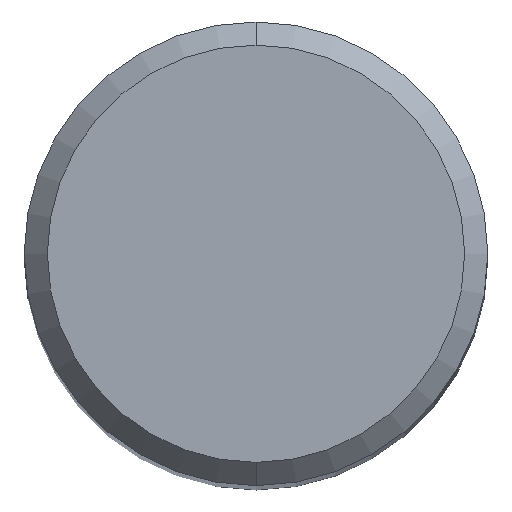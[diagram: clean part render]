
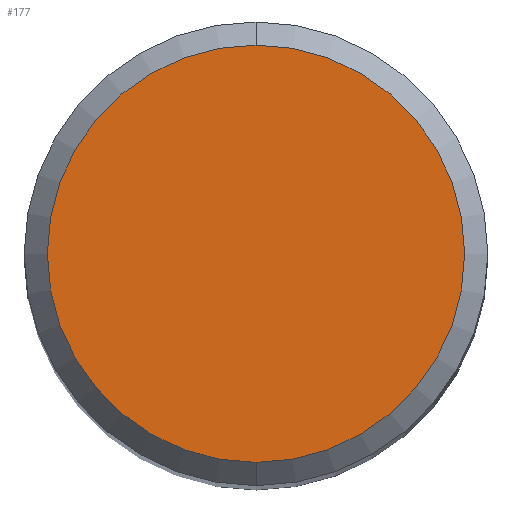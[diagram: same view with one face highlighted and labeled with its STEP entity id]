
A CAD part, top view. The second image highlights one B-rep face of the part: STEP entity #177.
In plain terms, the highlighted planar face has unit normal (0, 0, 1).
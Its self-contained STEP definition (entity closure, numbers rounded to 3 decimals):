
#125=EDGE_CURVE('',#239,#175,#292,.T.);
#175=VERTEX_POINT('',#350);
#177=ADVANCED_FACE('',(#352),#353,.T.);
#211=EDGE_CURVE('',#175,#239,#390,.T.);
#239=VERTEX_POINT('',#421);
#292=CIRCLE('',#475,3.6);
#350=CARTESIAN_POINT('',(0.,-3.6,0.0));
#352=FACE_OUTER_BOUND('',#547,.T.);
#353=PLANE('',#548);
#390=CIRCLE('',#600,3.6);
#421=CARTESIAN_POINT('',(0.0,3.6,0.0));
#475=AXIS2_PLACEMENT_3D('',#689,#690,#691);
#547=EDGE_LOOP('',(#769,#770));
#548=AXIS2_PLACEMENT_3D('',#771,#772,#773);
#600=AXIS2_PLACEMENT_3D('',#820,#821,#822);
#689=CARTESIAN_POINT('',(0.0,0.0,0.0));
#690=DIRECTION('',(0.0,0.0,-1.0));
#691=DIRECTION('',(0.0,1.0,0.0));
#769=ORIENTED_EDGE('',*,*,#125,.F.);
#770=ORIENTED_EDGE('',*,*,#211,.F.);
#771=CARTESIAN_POINT('',(0.0,1.8,0.0));
#772=DIRECTION('',(-0.0,0.0,1.0));
#773=DIRECTION('',(0.0,-1.0,0.0));
#820=CARTESIAN_POINT('',(0.0,0.0,0.0));
#821=DIRECTION('',(0.0,0.0,-1.0));
#822=DIRECTION('',(0.0,1.0,0.0));
